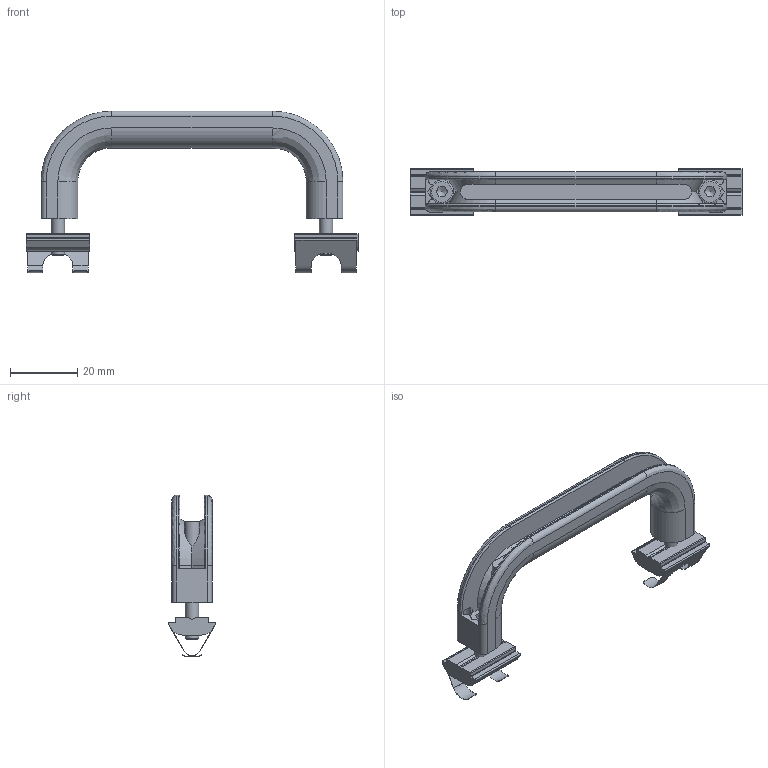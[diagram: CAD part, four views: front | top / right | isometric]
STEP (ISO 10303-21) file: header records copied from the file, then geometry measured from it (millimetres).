
FILE_DESCRIPTION(('STEP AP203'),'1');
FILE_NAME('SAFE10B1355.stp','2023-10-20T09:39:15',(' '),(' '),'Spatial InterOp 3D',' ',' ');
FILE_SCHEMA(('CONFIG_CONTROL_DESIGN'));
Length unit declared in the file: millimetre
Products named in the file (6): Kit de fixation; Vis CHC - M4x16; Ecrou coulisseau languette 10 M4; Kit poignée PA 80 - P1040; Poignée PA 80
Assembly tree (7 placements, depth 3):
  Kit poignée PA 80 - P1040
    Kit de fixation
      Vis CHC - M4x16
      Ecrou coulisseau languette 10 M4
    Kit de fixation
      Vis CHC - M4x16
      Ecrou coulisseau languette 10 M4
    Poignée PA 80
Bounding box: 99 x 14.04 x 48.19 mm (x, y, z)
Volume: 10183.9 mm3; surface area: 10038.4 mm2
Topology: 5 solids, 5 shells, 208 faces, 596 edges, 382 vertices
Faces by surface type: plane 101, cylinder 75, cone 20, revolution 10, torus 2
Full cylindrical faces by diameter (mm): 3 x4, 3.3 x2, 4 x4, 4.5 x2, 7 x2
Entity records: 6396 total; most frequent: CARTESIAN_POINT 1318, ORIENTED_EDGE 804, DIRECTION 790, EDGE_CURVE 402, AXIS2_PLACEMENT_3D 272, VERTEX_POINT 271, LINE 236, VECTOR 236
